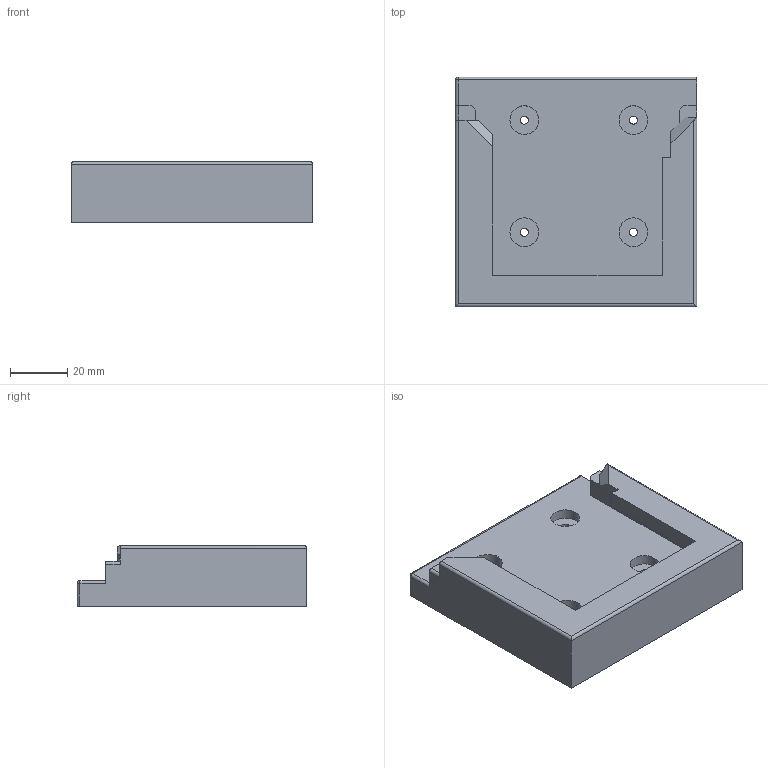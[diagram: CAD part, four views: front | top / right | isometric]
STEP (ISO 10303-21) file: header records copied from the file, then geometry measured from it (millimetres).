
FILE_DESCRIPTION(('HOOPS Exchange Step'),'2;1');
FILE_NAME('temp_export','2020-12-29T11:36:55-06:00',('mobile'),('Shapr3D Limited'),'HOOPS Exchange 2020.2','Shapr3D','Authorized');
FILE_SCHEMA( ('AP203_CONFIGURATION_CONTROLLED_3D_DESIGN_OF_MECHANICAL_PARTS_AND_ASSEMBLIES_MIM_LF') );
Length unit declared in the file: millimetre
Products named in the file (1): 3E6D1EF5-5550-4A7A-A66A-231E06915083.tmp
Bounding box: 84 x 80 x 21.2 mm (x, y, z)
Volume: 82595 mm3; surface area: 23033 mm2
Topology: 1 solids, 1 shells, 50 faces, 126 edges, 81 vertices
Faces by surface type: plane 32, cylinder 17, sphere 1
Full cylindrical faces by diameter (mm): 2.828 x4, 10 x4
Entity records: 1526 total; most frequent: DIRECTION 260, CARTESIAN_POINT 257, ORIENTED_EDGE 250, EDGE_CURVE 125, VECTOR 92, LINE 92, AXIS2_PLACEMENT_3D 84, VERTEX_POINT 81
